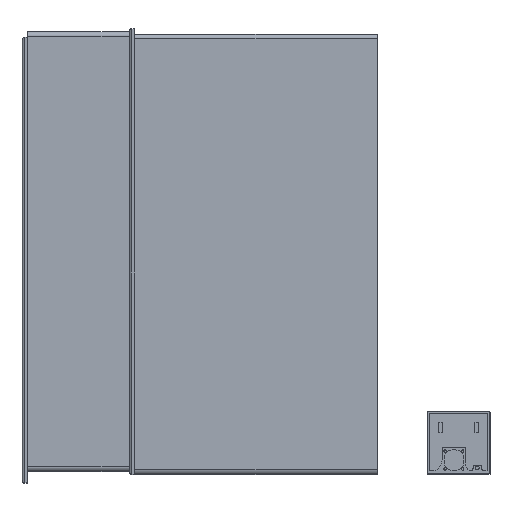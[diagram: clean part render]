
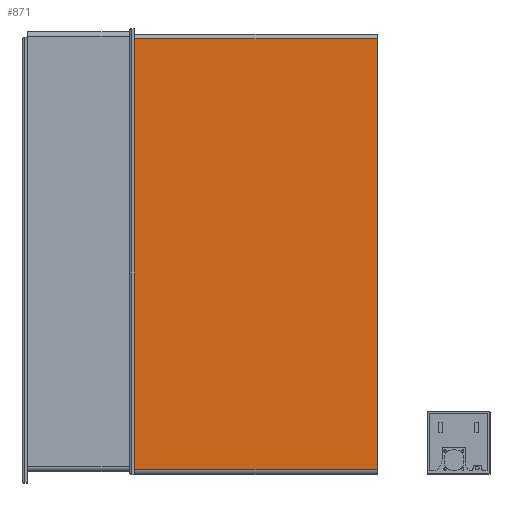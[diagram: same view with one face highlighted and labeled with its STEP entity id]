
A CAD part, top view. The second image highlights one B-rep face of the part: STEP entity #871.
In plain terms, the highlighted face is planar.
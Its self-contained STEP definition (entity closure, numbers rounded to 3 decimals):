
#664=CARTESIAN_POINT('Vertex',(570.,8.,430.)) ;
#667=CARTESIAN_POINT('Line Origine',(570.,390.,430.)) ;
#671=CARTESIAN_POINT('Vertex',(570.,772.,430.)) ;
#735=CARTESIAN_POINT('Vertex',(570.,772.,0.)) ;
#738=CARTESIAN_POINT('Line Origine',(570.,390.,0.)) ;
#742=CARTESIAN_POINT('Vertex',(570.,8.,0.)) ;
#843=CARTESIAN_POINT('Line Origine',(570.,772.,215.)) ;
#855=CARTESIAN_POINT('Axis2P3D Location',(570.,0.,0.)) ;
#860=CARTESIAN_POINT('Line Origine',(570.,8.,215.)) ;
#669=VECTOR('Line Direction',#668,1.) ;
#740=VECTOR('Line Direction',#739,1.) ;
#845=VECTOR('Line Direction',#844,1.) ;
#862=VECTOR('Line Direction',#861,1.) ;
#668=DIRECTION('Vector Direction',(0.,1.,0.)) ;
#739=DIRECTION('Vector Direction',(0.,1.,0.)) ;
#844=DIRECTION('Vector Direction',(0.,0.,1.)) ;
#856=DIRECTION('Axis2P3D Direction',(1.,0.,0.)) ;
#857=DIRECTION('Axis2P3D XDirection',(0.,1.,0.)) ;
#861=DIRECTION('Vector Direction',(0.,0.,1.)) ;
#858=AXIS2_PLACEMENT_3D('Plane Axis2P3D',#855,#856,#857) ;
#670=LINE('Line',#667,#669) ;
#741=LINE('Line',#738,#740) ;
#846=LINE('Line',#843,#845) ;
#863=LINE('Line',#860,#862) ;
#859=PLANE('',#858) ;
#673=EDGE_CURVE('',#665,#672,#670,.T.) ;
#744=EDGE_CURVE('',#743,#736,#741,.T.) ;
#847=EDGE_CURVE('',#736,#672,#846,.T.) ;
#864=EDGE_CURVE('',#743,#665,#863,.T.) ;
#866=ORIENTED_EDGE('',*,*,#744,.T.) ;
#867=ORIENTED_EDGE('',*,*,#847,.T.) ;
#868=ORIENTED_EDGE('',*,*,#673,.F.) ;
#869=ORIENTED_EDGE('',*,*,#864,.F.) ;
#865=EDGE_LOOP('',(#866,#867,#868,#869)) ;
#665=VERTEX_POINT('',#664) ;
#672=VERTEX_POINT('',#671) ;
#736=VERTEX_POINT('',#735) ;
#743=VERTEX_POINT('',#742) ;
#871=ADVANCED_FACE('PartBody',(#870),#859,.T.) ;
#870=FACE_OUTER_BOUND('',#865,.T.) ;
